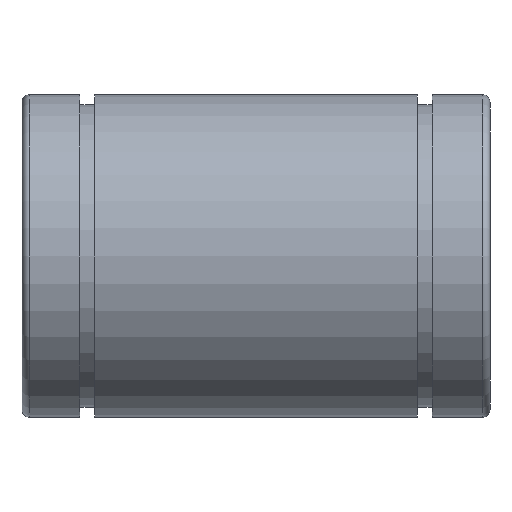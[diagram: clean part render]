
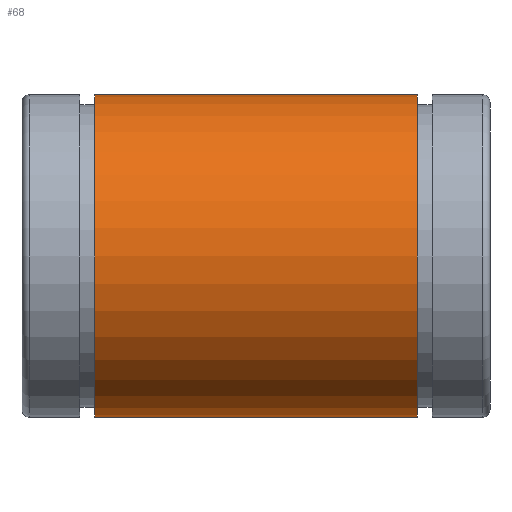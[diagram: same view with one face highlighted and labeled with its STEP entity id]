
A CAD part, front view. The second image highlights one B-rep face of the part: STEP entity #68.
In plain terms, the highlighted cylindrical face has radius 20 mm (diameter 40 mm), a full revolution.
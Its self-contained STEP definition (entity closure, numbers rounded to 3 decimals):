
#68 = ADVANCED_FACE( '', ( #145, #146 ), #147, .T. );
#145 = FACE_OUTER_BOUND( '', #216, .T. );
#146 = FACE_OUTER_BOUND( '', #217, .T. );
#147 = CYLINDRICAL_SURFACE( '', #218, 20. );
#216 = EDGE_LOOP( '', ( #309 ) );
#217 = EDGE_LOOP( '', ( #310 ) );
#218 = AXIS2_PLACEMENT_3D( '', #311, #312, #313 );
#309 = ORIENTED_EDGE( '', *, *, #344, .T. );
#310 = ORIENTED_EDGE( '', *, *, #321, .F. );
#311 = CARTESIAN_POINT( '', ( 58., 0., 0. ) );
#312 = DIRECTION( '', ( -1., 0., 0. ) );
#313 = DIRECTION( '', ( 0., 0., -1. ) );
#321 = EDGE_CURVE( '', #353, #353, #354, .T. );
#344 = EDGE_CURVE( '', #390, #390, #391, .T. );
#353 = VERTEX_POINT( '', #401 );
#354 = CIRCLE( '', #402, 20. );
#390 = VERTEX_POINT( '', #438 );
#391 = CIRCLE( '', #439, 20. );
#401 = CARTESIAN_POINT( '', ( 49., 0., -20. ) );
#402 = AXIS2_PLACEMENT_3D( '', #448, #449, #450 );
#438 = CARTESIAN_POINT( '', ( 9., 0., -20. ) );
#439 = AXIS2_PLACEMENT_3D( '', #490, #491, #492 );
#448 = CARTESIAN_POINT( '', ( 49., 0., 0. ) );
#449 = DIRECTION( '', ( 1., 0., 0. ) );
#450 = DIRECTION( '', ( 0., 0., -1. ) );
#490 = CARTESIAN_POINT( '', ( 9., 0., 0. ) );
#491 = DIRECTION( '', ( 1., 0., 0. ) );
#492 = DIRECTION( '', ( 0., 0., -1. ) );
